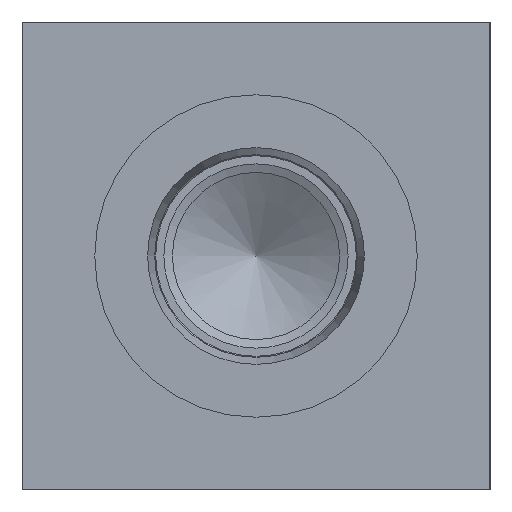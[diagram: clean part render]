
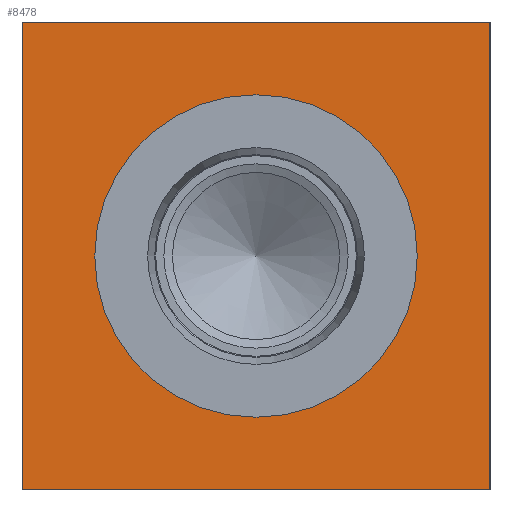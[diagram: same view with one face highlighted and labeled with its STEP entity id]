
A CAD part, left-side view. The second image highlights one B-rep face of the part: STEP entity #8478.
In plain terms, the highlighted planar face has unit normal (-1, 0, 0).
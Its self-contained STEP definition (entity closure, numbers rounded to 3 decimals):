
#328=CIRCLE('',#9019,15.316);
#329=CIRCLE('',#9020,15.316);
#399=FACE_BOUND('',#1565,.T.);
#621=PLANE('',#9033);
#1062=FACE_OUTER_BOUND('',#1564,.T.);
#1564=EDGE_LOOP('',(#7579,#7580,#7581,#7582));
#1565=EDGE_LOOP('',(#7583,#7584));
#1812=LINE('',#13255,#2531);
#2292=LINE('',#14840,#3011);
#2293=LINE('',#14841,#3012);
#2294=LINE('',#14842,#3013);
#2531=VECTOR('',#9370,10.);
#3011=VECTOR('',#10824,10.);
#3012=VECTOR('',#10825,10.);
#3013=VECTOR('',#10826,10.);
#3567=VERTEX_POINT('',#13248);
#3570=VERTEX_POINT('',#13253);
#4049=VERTEX_POINT('',#14809);
#4050=VERTEX_POINT('',#14810);
#4059=VERTEX_POINT('',#14838);
#4060=VERTEX_POINT('',#14839);
#4522=EDGE_CURVE('',#3570,#3567,#1812,.T.);
#5226=EDGE_CURVE('',#4049,#4050,#328,.T.);
#5227=EDGE_CURVE('',#4050,#4049,#329,.T.);
#5240=EDGE_CURVE('',#4059,#4060,#2292,.T.);
#5241=EDGE_CURVE('',#4060,#3567,#2293,.T.);
#5242=EDGE_CURVE('',#4059,#3570,#2294,.T.);
#7579=ORIENTED_EDGE('',*,*,#5240,.T.);
#7580=ORIENTED_EDGE('',*,*,#5241,.T.);
#7581=ORIENTED_EDGE('',*,*,#4522,.F.);
#7582=ORIENTED_EDGE('',*,*,#5242,.F.);
#7583=ORIENTED_EDGE('',*,*,#5226,.T.);
#7584=ORIENTED_EDGE('',*,*,#5227,.T.);
#8478=ADVANCED_FACE('',(#1062,#399),#621,.T.);
#9019=AXIS2_PLACEMENT_3D('',#14811,#10790,#10791);
#9020=AXIS2_PLACEMENT_3D('',#14812,#10792,#10793);
#9033=AXIS2_PLACEMENT_3D('',#14837,#10822,#10823);
#9370=DIRECTION('',(0.,-1.,0.));
#10790=DIRECTION('center_axis',(1.,0.,0.));
#10791=DIRECTION('ref_axis',(0.,0.,1.));
#10792=DIRECTION('center_axis',(1.,0.,0.));
#10793=DIRECTION('ref_axis',(0.,0.,1.));
#10822=DIRECTION('center_axis',(-1.,0.,0.));
#10823=DIRECTION('ref_axis',(0.,-1.,0.));
#10824=DIRECTION('',(0.,-1.,0.));
#10825=DIRECTION('',(0.,0.,1.));
#10826=DIRECTION('',(0.,0.,1.));
#13248=CARTESIAN_POINT('',(0.,0.,44.45));
#13253=CARTESIAN_POINT('',(0.,44.45,44.45));
#13255=CARTESIAN_POINT('',(0.,44.45,44.45));
#14809=CARTESIAN_POINT('',(0.,22.225,37.541));
#14810=CARTESIAN_POINT('',(0.,22.225,6.909));
#14811=CARTESIAN_POINT('Origin',(0.,22.225,22.225));
#14812=CARTESIAN_POINT('Origin',(0.,22.225,22.225));
#14837=CARTESIAN_POINT('Origin',(0.,44.45,0.));
#14838=CARTESIAN_POINT('',(0.,44.45,0.));
#14839=CARTESIAN_POINT('',(0.,0.,0.));
#14840=CARTESIAN_POINT('',(0.,44.45,0.));
#14841=CARTESIAN_POINT('',(0.,0.,0.));
#14842=CARTESIAN_POINT('',(0.,44.45,0.));
